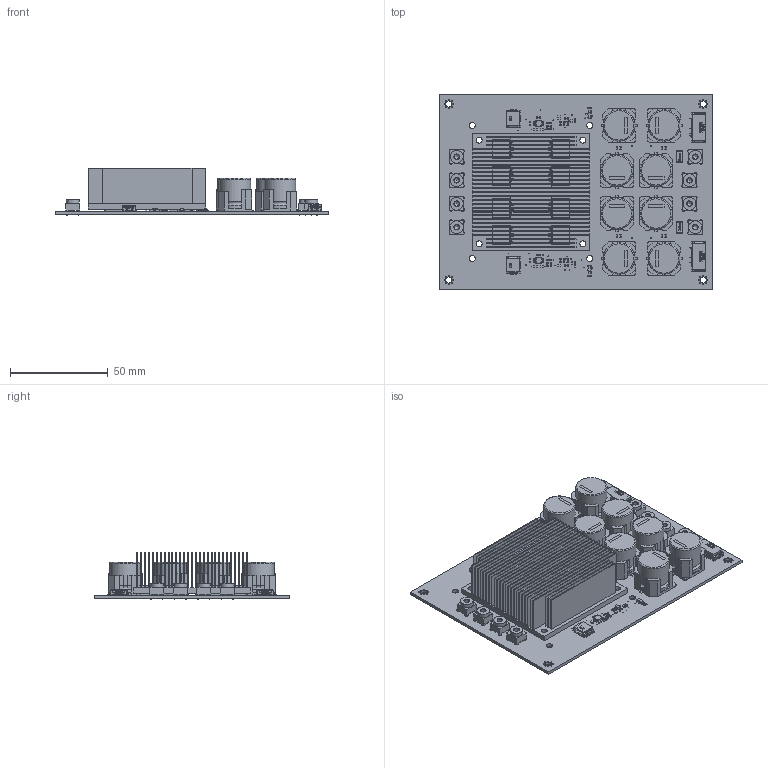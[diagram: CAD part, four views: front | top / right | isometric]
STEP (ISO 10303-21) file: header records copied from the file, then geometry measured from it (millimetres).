
FILE_DESCRIPTION(/* description */ (''),/* implementation_level */ '2;1');
FILE_NAME(/* name */ 'ADC824MP_A0.step',/* time_stamp */ '2023-07-18T17:59:56+02:00',/* author */ (''),/* organization */ (''),/* preprocessor_version */ 'ST-DEVELOPER v19.2',/* originating_system */ 'Autodesk Translation Framework v12.6.0.85',/* authorisation */ '');
FILE_SCHEMA (('AUTOMOTIVE_DESIGN { 1 0 10303 214 3 1 1 }'));
Products named in the file (80): ADC824MP_A0; Board; Packages; SKV606021; 0805; 0805 (1); 0805 (2); 0805 (3); FIDUCIAL_1MM; FIDUCIAL_1MM (1); FIDUCIAL_1MM (2); FIDUCIAL_1MM (3); R2512 (1); Body; Pins; Cover; R2512 (2); Body (1); Pins (1); Cover (1); R2512 (3); Body (2); Pins (2); Cover (2); R2512 (4); Body (3); Pins (3); Cover (3); 474811; 474811 (1); 234450; 234450 (1); SOT65P210X110-6N; SOT65P210X110-6N (1); 0603-CAP (1); 0603-CAP (2); 0603-CAP (3); 0603-CAP (4); 0603-CAP (5); 0603-CAP (6) ...
Assembly tree (119 placements, depth 4):
  ADC824MP_A0
    Board
    Packages
      SKV606021
      0805
      0805 (1)
      0805 (2)
      0805 (3)
      FIDUCIAL_1MM
      FIDUCIAL_1MM (1)
      FIDUCIAL_1MM (2)
      FIDUCIAL_1MM (3)
      R2512 (1)
        Body
        Pins
        Cover
      R2512 (2)
        Body (1)
        Pins (1)
        Cover (1)
      R2512 (3)
        Body (2)
        Pins (2)
        Cover (2)
      R2512 (4)
        Body (3)
        Pins (3)
        Cover (3)
      474811
      474811 (1)
      234450
      234450 (1)
      SOT65P210X110-6N
      SOT65P210X110-6N (1)
      0603-CAP (1)
      0603-CAP (2)
      0603-CAP (3)
      0603-CAP (4)
      0603-CAP (5)
      0603-CAP (6)
      0603-CAP (7)
      0603-CAP (8)
      0603-CAP (9)
      0603-CAP (10)
      R2512
        Body (4)
        Pins (4)
        Cover (4)
      R2512 (5)
        Body (5)
        Pins (5)
        Cover (5)
      SOP65P490X110-9N
      SOP65P490X110-9N (1)
      3MM_HOLE  x4
      TESTPAD_B1,27  x2
      EEEFK0J103SV  x4
        SIZE CODE J16-001
        SIZE CODE J16-002
        SIZE CODE J16-003
Bounding box: 140 x 100 x 24.5 mm (x, y, z)
Volume: 84483.2 mm3; surface area: 128845.4 mm2
Topology: 272 solids, 272 shells, 8857 faces, 23149 edges, 14914 vertices
Faces by surface type: plane 5626, bspline 1960, cylinder 1055, sphere 160, cone 40, torus 16
Full cylindrical faces by diameter (mm): 0.3 x51, 0.5 x36, 0.6 x4, 1.6 x16, 1.8 x16, 1.85 x32, 2.459 x16, 3 x4, 3.1 x8, 3.2 x4, 6.6 x8, 16 x16
Entity records: 158473 total; most frequent: CARTESIAN_POINT 32028, ORIENTED_EDGE 25500, DIRECTION 23798, EDGE_CURVE 12750, LINE 10514, VECTOR 10514, VERTEX_POINT 8263, AXIS2_PLACEMENT_3D 6642
